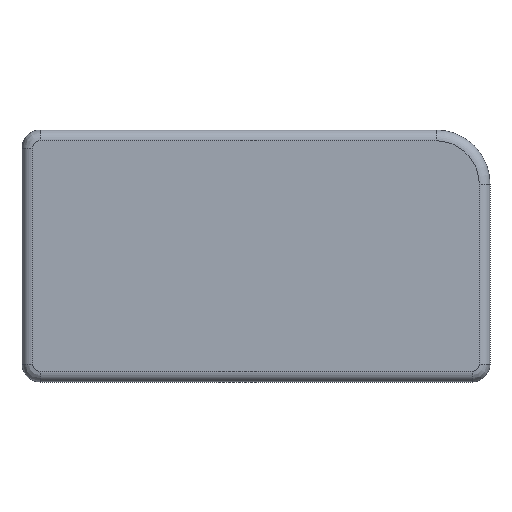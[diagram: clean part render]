
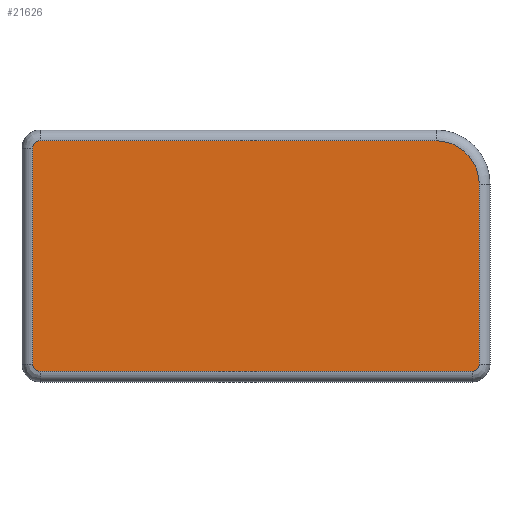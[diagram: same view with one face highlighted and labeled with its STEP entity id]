
A CAD part, front view. The second image highlights one B-rep face of the part: STEP entity #21626.
In plain terms, the highlighted planar face has unit normal (0, -1, 0).
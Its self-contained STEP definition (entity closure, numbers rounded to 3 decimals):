
#3234=FACE_OUTER_BOUND('',#4517,.T.);
#4517=EDGE_LOOP('',(#19921,#19922,#19923,#19924,#19925,#19926,#19927,#19928));
#6149=LINE('',#47524,#7774);
#6150=LINE('',#47528,#7775);
#6151=LINE('',#47532,#7776);
#6152=LINE('',#47536,#7777);
#7774=VECTOR('',#26210,10.);
#7775=VECTOR('',#26215,10.);
#7776=VECTOR('',#26218,10.);
#7777=VECTOR('',#26221,10.);
#8139=CIRCLE('',#22618,12.);
#8142=CIRCLE('',#22626,2.);
#8143=CIRCLE('',#22627,2.);
#8144=CIRCLE('',#22628,2.);
#10280=VERTEX_POINT('',#47505);
#10282=VERTEX_POINT('',#47509);
#10285=VERTEX_POINT('',#47523);
#10286=VERTEX_POINT('',#47527);
#10287=VERTEX_POINT('',#47529);
#10288=VERTEX_POINT('',#47531);
#10289=VERTEX_POINT('',#47533);
#10290=VERTEX_POINT('',#47535);
#13494=EDGE_CURVE('',#10282,#10280,#8139,.T.);
#13500=EDGE_CURVE('',#10280,#10285,#6149,.T.);
#13502=EDGE_CURVE('',#10286,#10282,#6150,.T.);
#13503=EDGE_CURVE('',#10287,#10286,#8142,.T.);
#13504=EDGE_CURVE('',#10288,#10287,#6151,.T.);
#13505=EDGE_CURVE('',#10289,#10288,#8143,.T.);
#13506=EDGE_CURVE('',#10290,#10289,#6152,.T.);
#13507=EDGE_CURVE('',#10285,#10290,#8144,.T.);
#19921=ORIENTED_EDGE('',*,*,#13494,.F.);
#19922=ORIENTED_EDGE('',*,*,#13502,.F.);
#19923=ORIENTED_EDGE('',*,*,#13503,.F.);
#19924=ORIENTED_EDGE('',*,*,#13504,.F.);
#19925=ORIENTED_EDGE('',*,*,#13505,.F.);
#19926=ORIENTED_EDGE('',*,*,#13506,.F.);
#19927=ORIENTED_EDGE('',*,*,#13507,.F.);
#19928=ORIENTED_EDGE('',*,*,#13500,.F.);
#20450=PLANE('',#22625);
#21626=ADVANCED_FACE('',(#3234),#20450,.F.);
#22618=AXIS2_PLACEMENT_3D('',#47511,#26194,#26195);
#22625=AXIS2_PLACEMENT_3D('',#47526,#26213,#26214);
#22626=AXIS2_PLACEMENT_3D('',#47530,#26216,#26217);
#22627=AXIS2_PLACEMENT_3D('',#47534,#26219,#26220);
#22628=AXIS2_PLACEMENT_3D('',#47537,#26222,#26223);
#26194=DIRECTION('center_axis',(0.,1.,0.));
#26195=DIRECTION('ref_axis',(0.707,0.,0.707));
#26210=DIRECTION('',(0.,0.,-1.));
#26213=DIRECTION('center_axis',(0.,1.,0.));
#26214=DIRECTION('ref_axis',(0.,0.,1.));
#26215=DIRECTION('',(1.,0.,0.));
#26216=DIRECTION('center_axis',(0.,1.,0.));
#26217=DIRECTION('ref_axis',(-0.707,0.,0.707));
#26218=DIRECTION('',(0.,0.,1.));
#26219=DIRECTION('center_axis',(0.,1.,0.));
#26220=DIRECTION('ref_axis',(-0.707,0.,-0.707));
#26221=DIRECTION('',(-1.,0.,0.));
#26222=DIRECTION('center_axis',(0.,1.,0.));
#26223=DIRECTION('ref_axis',(0.707,0.,-0.707));
#47505=CARTESIAN_POINT('',(127.,0.,55.));
#47509=CARTESIAN_POINT('',(115.,0.,67.));
#47511=CARTESIAN_POINT('Origin',(115.,0.,55.));
#47523=CARTESIAN_POINT('',(127.,0.,5.));
#47524=CARTESIAN_POINT('',(127.,0.,35.));
#47526=CARTESIAN_POINT('Origin',(65.,0.,35.));
#47527=CARTESIAN_POINT('',(5.,0.,67.));
#47528=CARTESIAN_POINT('',(65.,0.,67.));
#47529=CARTESIAN_POINT('',(3.,0.,65.));
#47530=CARTESIAN_POINT('Origin',(5.,0.,65.));
#47531=CARTESIAN_POINT('',(3.,0.,5.));
#47532=CARTESIAN_POINT('',(3.,0.,35.));
#47533=CARTESIAN_POINT('',(5.,0.,3.));
#47534=CARTESIAN_POINT('Origin',(5.,0.,5.));
#47535=CARTESIAN_POINT('',(125.,0.,3.));
#47536=CARTESIAN_POINT('',(65.,0.,3.));
#47537=CARTESIAN_POINT('Origin',(125.,0.,5.));
